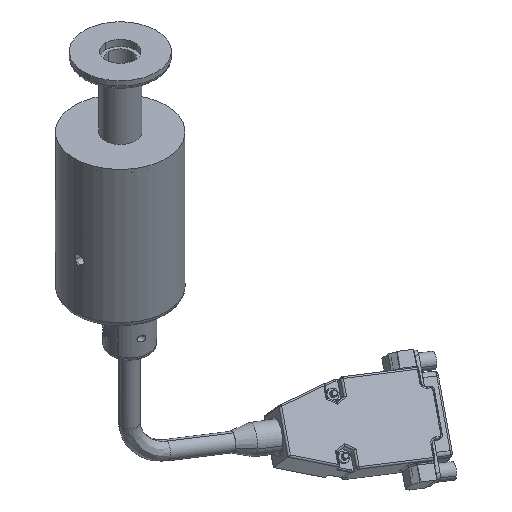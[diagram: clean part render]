
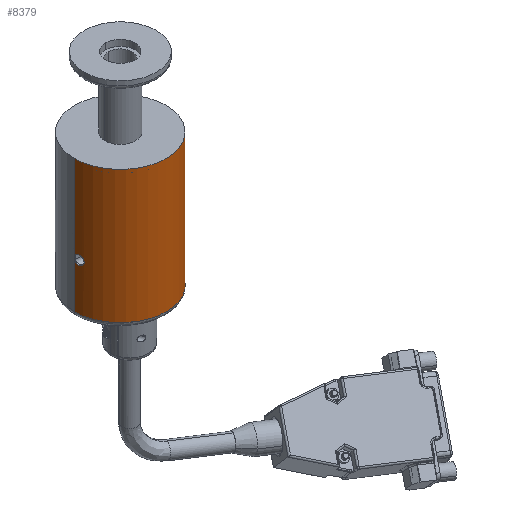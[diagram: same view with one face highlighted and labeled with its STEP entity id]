
A CAD part, isometric view. The second image highlights one B-rep face of the part: STEP entity #8379.
In plain terms, the highlighted cylindrical face has radius 19.05 mm (diameter 38.1 mm), a partial arc.
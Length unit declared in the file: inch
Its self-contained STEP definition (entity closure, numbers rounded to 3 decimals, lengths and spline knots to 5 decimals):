
#28 = VERTEX_POINT ( 'NONE', #34432 ) ;
#379 = LINE ( 'NONE', #22674, #30301 ) ;
#938 = CARTESIAN_POINT ( 'NONE',  ( -0.74811, -0.05342, -2.61622 ) ) ;
#1313 = CARTESIAN_POINT ( 'NONE',  ( -0.74943, -0.02951, -2.6061 ) ) ;
#1319 = VECTOR ( 'NONE', #22212, 39.37008 ) ;
#1357 = CARTESIAN_POINT ( 'NONE',  ( -0.73594, -0.14453, -2.543 ) ) ;
#1530 = CARTESIAN_POINT ( 'NONE',  ( -0.74629, -0.075, -2.46765 ) ) ;
#1695 = CARTESIAN_POINT ( 'NONE',  ( -0.74115, -0.11492, -2.48288 ) ) ;
#3280 = DIRECTION ( 'NONE',  ( 1., 0., 0. ) ) ;
#4042 = CARTESIAN_POINT ( 'NONE',  ( -0.7401, -0.12147, -2.48846 ) ) ;
#4383 = CARTESIAN_POINT ( 'NONE',  ( -0.74976, -0.01924, -2.59814 ) ) ;
#5188 = LINE ( 'NONE', #13263, #1319 ) ;
#5993 = VECTOR ( 'NONE', #24924, 39.37008 ) ;
#6222 = CARTESIAN_POINT ( 'NONE',  ( -0.73624, -0.14304, -2.56034 ) ) ;
#6393 = CARTESIAN_POINT ( 'NONE',  ( -0.74909, -0.03707, -2.61039 ) ) ;
#6751 = VERTEX_POINT ( 'NONE', #12877 ) ;
#6773 = CARTESIAN_POINT ( 'NONE',  ( -0.74625, -0.075, -2.61797 ) ) ;
#6814 = CARTESIAN_POINT ( 'NONE',  ( -0.74892, -0.04088, -2.47345 ) ) ;
#6963 = DIRECTION ( 'NONE',  ( 0., 0., -1. ) ) ;
#7124 = CARTESIAN_POINT ( 'NONE',  ( -0.74998, -0.00759, -2.58515 ) ) ;
#7167 = CARTESIAN_POINT ( 'NONE',  ( -0.75, 0., -2.51662 ) ) ;
#7284 = VERTEX_POINT ( 'NONE', #21979 ) ;
#8162 = EDGE_CURVE ( 'NONE', #6751, #18335, #20565, .T. ) ;
#8222 = CARTESIAN_POINT ( 'NONE',  ( -0.74277, -0.10397, -2.60999 ) ) ;
#8379 = ADVANCED_FACE ( 'NONE', ( #35385 ), #22886, .T. ) ;
#9014 = ORIENTED_EDGE ( 'NONE', *, *, #35661, .T. ) ;
#9113 = CARTESIAN_POINT ( 'NONE',  ( -0.74888, -0.04109, -2.61222 ) ) ;
#9300 = CARTESIAN_POINT ( 'NONE',  ( 0.75, 0., -1.14 ) ) ;
#9531 = CARTESIAN_POINT ( 'NONE',  ( -0.73821, -0.13251, -2.5018 ) ) ;
#10616 = LINE ( 'NONE', #21450, #5993 ) ;
#10962 = CARTESIAN_POINT ( 'NONE',  ( -0.73816, -0.13285, -2.58436 ) ) ;
#11154 = CARTESIAN_POINT ( 'NONE',  ( -0.7433, -0.10009, -2.61184 ) ) ;
#11887 = CARTESIAN_POINT ( 'NONE',  ( -0.74839, -0.04924, -2.61513 ) ) ;
#12075 = CARTESIAN_POINT ( 'NONE',  ( -0.74956, -0.02594, -2.60365 ) ) ;
#12119 = CARTESIAN_POINT ( 'NONE',  ( -0.74486, -0.0878, -2.46999 ) ) ;
#12449 = CARTESIAN_POINT ( 'NONE',  ( -0.74983, -0.01608, -2.59505 ) ) ;
#12725 = ORIENTED_EDGE ( 'NONE', *, *, #16170, .F. ) ;
#12877 = CARTESIAN_POINT ( 'NONE',  ( -0.75, 0., -2.51662 ) ) ;
#13263 = CARTESIAN_POINT ( 'NONE',  ( -0.75, 0., -0.15 ) ) ;
#15110 = VERTEX_POINT ( 'NONE', #9300 ) ;
#15219 = CARTESIAN_POINT ( 'NONE',  ( -0.73743, -0.13678, -2.50932 ) ) ;
#15415 = CARTESIAN_POINT ( 'NONE',  ( -0.74331, -0.10001, -2.47413 ) ) ;
#15545 = CARTESIAN_POINT ( 'NONE',  ( -0.75, 0., -2.56938 ) ) ;
#15585 = CARTESIAN_POINT ( 'NONE',  ( -0.74844, -0.04909, -2.47052 ) ) ;
#16170 = EDGE_CURVE ( 'NONE', #28, #21986, #5188, .T. ) ;
#16644 = CARTESIAN_POINT ( 'NONE',  ( -0.73594, -0.14453, -2.543 ) ) ;
#16714 = DIRECTION ( 'NONE',  ( 1., 0., 0. ) ) ;
#16811 = CARTESIAN_POINT ( 'NONE',  ( -0.74581, -0.07929, -2.61757 ) ) ;
#17195 = CIRCLE ( 'NONE', #18391, 0.75 ) ;
#17197 = AXIS2_PLACEMENT_3D ( 'NONE', #26592, #6963, #18664 ) ;
#17537 = CARTESIAN_POINT ( 'NONE',  ( -0.75, -0.0031, -2.5776 ) ) ;
#17590 = CARTESIAN_POINT ( 'NONE',  ( -0.74978, -0.01894, -2.48762 ) ) ;
#17733 = CARTESIAN_POINT ( 'NONE',  ( -0.74745, -0.06199, -2.61767 ) ) ;
#17957 = CARTESIAN_POINT ( 'NONE',  ( -0.74712, -0.06628, -2.4676 ) ) ;
#18335 = VERTEX_POINT ( 'NONE', #1357 ) ;
#18391 = AXIS2_PLACEMENT_3D ( 'NONE', #30121, #21874, #16714 ) ;
#18393 = CIRCLE ( 'NONE', #17197, 0.75 ) ;
#18433 = VERTEX_POINT ( 'NONE', #21944 ) ;
#18529 = CARTESIAN_POINT ( 'NONE',  ( -0.75, 0., -2.56938 ) ) ;
#18664 = DIRECTION ( 'NONE',  ( 1., 0., 0. ) ) ;
#19385 = CARTESIAN_POINT ( 'NONE',  ( -0.74485, -0.08782, -2.61601 ) ) ;
#19565 = CARTESIAN_POINT ( 'NONE',  ( -0.73594, -0.14453, -2.55178 ) ) ;
#19693 = ORIENTED_EDGE ( 'NONE', *, *, #26851, .F. ) ;
#19762 = ORIENTED_EDGE ( 'NONE', *, *, #29010, .T. ) ;
#20307 = ORIENTED_EDGE ( 'NONE', *, *, #30853, .T. ) ;
#20565 = B_SPLINE_CURVE_WITH_KNOTS ( 'NONE', 3,
 ( #7167, #28971, #26223, #17590, #23289, #6814, #15585, #17957, #1530, #12119, #29141, #15415, #23489, #26419, #1695, #4042, #23843, #29335, #9531, #15219, #35007, #29520, #20901, #32088 ),
 .UNSPECIFIED., .F., .F.,
 ( 4, 2, 2, 2, 2, 2, 2, 2, 2, 2, 2, 4 ),
 ( 0., 0.00066, 0.00132, 0.00198, 0.00264, 0.00297, 0.0033, 0.00363, 0.00396, 0.00429, 0.00462, 0.00528 ),
 .UNSPECIFIED. ) ;
#20901 = CARTESIAN_POINT ( 'NONE',  ( -0.73594, -0.14453, -2.53422 ) ) ;
#21450 = CARTESIAN_POINT ( 'NONE',  ( -0.75, 0., -0.15 ) ) ;
#21874 = DIRECTION ( 'NONE',  ( 0., 0., 1. ) ) ;
#21944 = CARTESIAN_POINT ( 'NONE',  ( -0.75, 0., -1.14 ) ) ;
#21979 = CARTESIAN_POINT ( 'NONE',  ( 0.75, 0., -3.31 ) ) ;
#21986 = VERTEX_POINT ( 'NONE', #18529 ) ;
#22212 = DIRECTION ( 'NONE',  ( 0., 0., 1. ) ) ;
#22528 = CARTESIAN_POINT ( 'NONE',  ( 0., 0., -0.15 ) ) ;
#22674 = CARTESIAN_POINT ( 'NONE',  ( 0.75, 0., -0.15 ) ) ;
#22886 = CYLINDRICAL_SURFACE ( 'NONE', #30420, 0.75 ) ;
#23289 = CARTESIAN_POINT ( 'NONE',  ( -0.7496, -0.02566, -2.48208 ) ) ;
#23489 = CARTESIAN_POINT ( 'NONE',  ( -0.74277, -0.10397, -2.476 ) ) ;
#23613 = B_SPLINE_CURVE_WITH_KNOTS ( 'NONE', 3,
 ( #16644, #19565, #6222, #25825, #10962, #33328, #28009, #8222, #11154, #30759, #19385, #16811, #6773, #28931, #17733, #938, #11887, #9113, #6393, #1313, #12075, #4383, #12449, #7124, #17537, #15545 ),
 .UNSPECIFIED., .F., .F.,
 ( 4, 2, 2, 2, 2, 2, 2, 2, 2, 2, 2, 2, 4 ),
 ( 0.00528, 0.00594, 0.0066, 0.00726, 0.00759, 0.00792, 0.00825, 0.00857, 0.0089, 0.00923, 0.00956, 0.00989, 0.01055 ),
 .UNSPECIFIED. ) ;
#23843 = CARTESIAN_POINT ( 'NONE',  ( -0.73959, -0.12455, -2.49159 ) ) ;
#23860 = ORIENTED_EDGE ( 'NONE', *, *, #25920, .T. ) ;
#23898 = ORIENTED_EDGE ( 'NONE', *, *, #8162, .T. ) ;
#24924 = DIRECTION ( 'NONE',  ( 0., 0., 1. ) ) ;
#25825 = CARTESIAN_POINT ( 'NONE',  ( -0.73736, -0.13715, -2.57681 ) ) ;
#25828 = DIRECTION ( 'NONE',  ( 0., 0., 1. ) ) ;
#25920 = EDGE_CURVE ( 'NONE', #18335, #21986, #23613, .T. ) ;
#26223 = CARTESIAN_POINT ( 'NONE',  ( -0.74998, -0.00753, -2.50093 ) ) ;
#26419 = CARTESIAN_POINT ( 'NONE',  ( -0.74169, -0.11142, -2.48038 ) ) ;
#26592 = CARTESIAN_POINT ( 'NONE',  ( 0., 0., -1.14 ) ) ;
#26851 = EDGE_CURVE ( 'NONE', #6751, #18433, #10616, .T. ) ;
#28009 = CARTESIAN_POINT ( 'NONE',  ( -0.74114, -0.11518, -2.6034 ) ) ;
#28931 = CARTESIAN_POINT ( 'NONE',  ( -0.74707, -0.06637, -2.61803 ) ) ;
#28971 = CARTESIAN_POINT ( 'NONE',  ( -0.75, -0.0031, -2.5084 ) ) ;
#29010 = EDGE_CURVE ( 'NONE', #15110, #18433, #18393, .T. ) ;
#29141 = CARTESIAN_POINT ( 'NONE',  ( -0.74435, -0.09195, -2.47113 ) ) ;
#29287 = EDGE_LOOP ( 'NONE', ( #12725, #20307, #9014, #19762, #19693, #23898, #23860 ) ) ;
#29335 = CARTESIAN_POINT ( 'NONE',  ( -0.73864, -0.13006, -2.49826 ) ) ;
#29520 = CARTESIAN_POINT ( 'NONE',  ( -0.73624, -0.14301, -2.52557 ) ) ;
#30121 = CARTESIAN_POINT ( 'NONE',  ( 0., 0., -3.31 ) ) ;
#30301 = VECTOR ( 'NONE', #33848, 39.37008 ) ;
#30420 = AXIS2_PLACEMENT_3D ( 'NONE', #22528, #25828, #3280 ) ;
#30759 = CARTESIAN_POINT ( 'NONE',  ( -0.74434, -0.09203, -2.61484 ) ) ;
#30853 = EDGE_CURVE ( 'NONE', #28, #7284, #17195, .T. ) ;
#32088 = CARTESIAN_POINT ( 'NONE',  ( -0.73594, -0.14453, -2.543 ) ) ;
#33328 = CARTESIAN_POINT ( 'NONE',  ( -0.74007, -0.12178, -2.59777 ) ) ;
#33848 = DIRECTION ( 'NONE',  ( 0., 0., 1. ) ) ;
#34432 = CARTESIAN_POINT ( 'NONE',  ( -0.75, 0., -3.31 ) ) ;
#35007 = CARTESIAN_POINT ( 'NONE',  ( -0.73708, -0.13862, -2.51332 ) ) ;
#35385 = FACE_OUTER_BOUND ( 'NONE', #29287, .T. ) ;
#35661 = EDGE_CURVE ( 'NONE', #7284, #15110, #379, .T. ) ;
